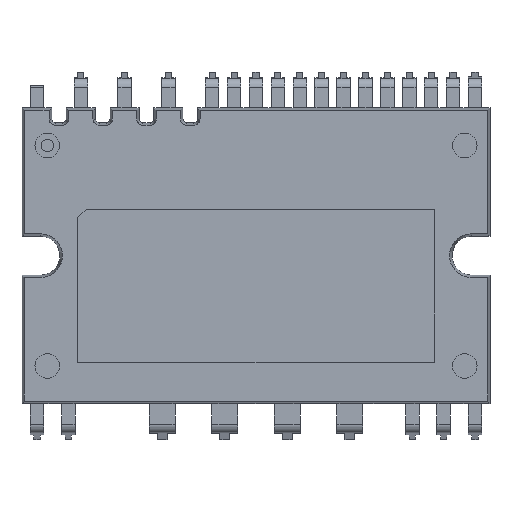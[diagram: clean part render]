
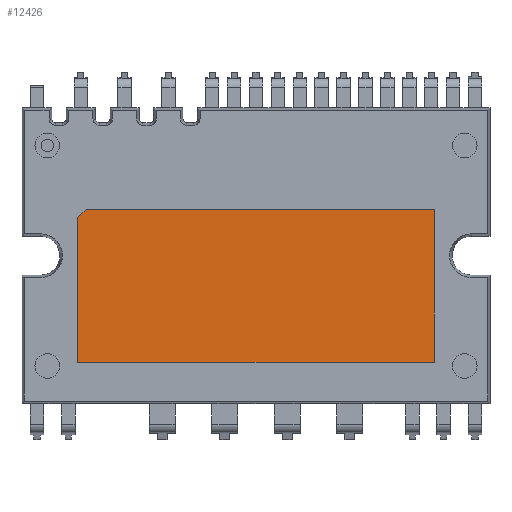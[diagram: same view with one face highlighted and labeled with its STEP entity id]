
A CAD part, top view. The second image highlights one B-rep face of the part: STEP entity #12426.
In plain terms, the highlighted planar face has unit normal (0, 0, 1).
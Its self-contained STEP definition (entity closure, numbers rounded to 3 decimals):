
#1407=ORIENTED_EDGE('',*,*,#3492,.F.);
#1408=ORIENTED_EDGE('',*,*,#3493,.F.);
#1409=ORIENTED_EDGE('',*,*,#3494,.F.);
#1410=ORIENTED_EDGE('',*,*,#3495,.F.);
#1411=ORIENTED_EDGE('',*,*,#3496,.F.);
#3492=EDGE_CURVE('',#4584,#4585,#5512,.T.);
#3493=EDGE_CURVE('',#4586,#4584,#5513,.T.);
#3494=EDGE_CURVE('',#4587,#4586,#5514,.T.);
#3495=EDGE_CURVE('',#4588,#4587,#5515,.T.);
#3496=EDGE_CURVE('',#4585,#4588,#5516,.T.);
#4584=VERTEX_POINT('',#17172);
#4585=VERTEX_POINT('',#17173);
#4586=VERTEX_POINT('',#17175);
#4587=VERTEX_POINT('',#17177);
#4588=VERTEX_POINT('',#17179);
#5512=LINE('',#17171,#6629);
#5513=LINE('',#17174,#6630);
#5514=LINE('',#17176,#6631);
#5515=LINE('',#17178,#6632);
#5516=LINE('',#17180,#6633);
#6629=VECTOR('',#14546,1000.);
#6630=VECTOR('',#14547,1000.);
#6631=VECTOR('',#14548,1000.);
#6632=VECTOR('',#14549,1000.);
#6633=VECTOR('',#14550,1000.);
#7397=EDGE_LOOP('',(#1407,#1408,#1409,#1410,#1411));
#7930=FACE_BOUND('',#7397,.T.);
#8426=PLANE('',#13009);
#12426=ADVANCED_FACE('',(#7930),#8426,.F.);
#13009=AXIS2_PLACEMENT_3D('',#17170,#14544,#14545);
#14544=DIRECTION('',(0.,0.,-1.));
#14545=DIRECTION('',(-1.,0.,0.));
#14546=DIRECTION('',(-1.,0.,0.));
#14547=DIRECTION('',(0.,-1.,0.));
#14548=DIRECTION('',(1.,0.,0.));
#14549=DIRECTION('',(0.74,0.673,0.));
#14550=DIRECTION('',(0.,1.,0.));
#17170=CARTESIAN_POINT('',(0.,0.,0.025));
#17171=CARTESIAN_POINT('',(14.475,-8.65,0.025));
#17172=CARTESIAN_POINT('',(14.475,-8.65,0.025));
#17173=CARTESIAN_POINT('',(-14.475,-8.65,0.025));
#17174=CARTESIAN_POINT('',(14.475,3.75,0.025));
#17175=CARTESIAN_POINT('',(14.475,3.75,0.025));
#17176=CARTESIAN_POINT('',(-13.795,3.75,0.025));
#17177=CARTESIAN_POINT('',(-13.795,3.75,0.025));
#17178=CARTESIAN_POINT('',(-13.795,3.75,0.025));
#17179=CARTESIAN_POINT('',(-14.475,3.132,0.025));
#17180=CARTESIAN_POINT('',(-14.475,-8.65,0.025));
